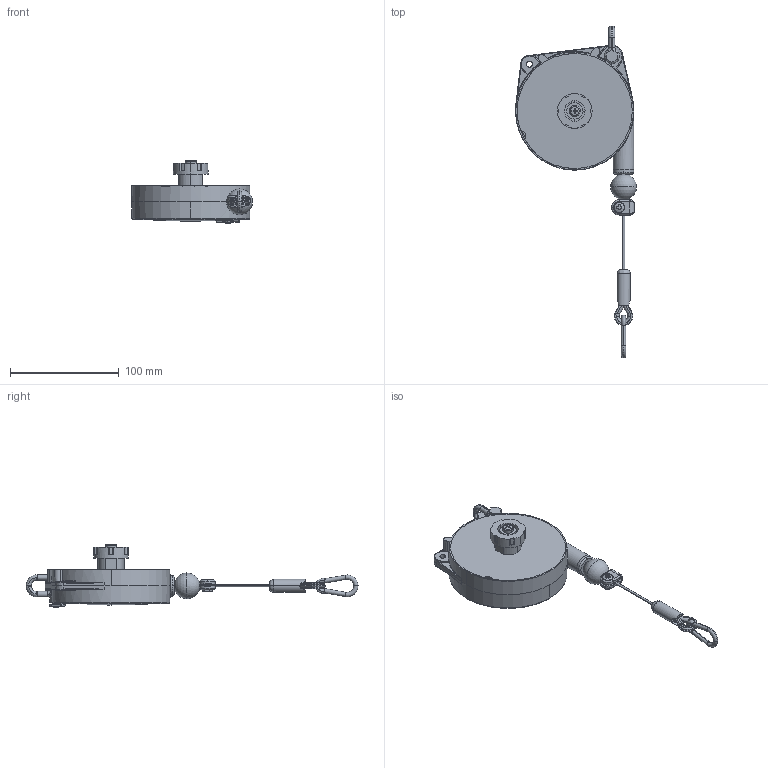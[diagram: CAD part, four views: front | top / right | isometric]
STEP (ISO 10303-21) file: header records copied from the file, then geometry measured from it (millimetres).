
FILE_DESCRIPTION (( 'STEP AP214' ), '1' );
FILE_NAME ('0014030.step', '2023-02-15T14:02:43', ( '' ), ( '' ), 'SwSTEP 2.0', 'SolidWorks 2020', '' );
FILE_SCHEMA (( 'AUTOMOTIVE_DESIGN' ));
Length unit declared in the file: millimetre
Products named in the file (1): 0014030
Bounding box: 111.4 x 305.67 x 58.84 mm (x, y, z)
Surface area: 57552.9 mm2 (no closed solid volume)
Topology: 0 solids, 24 shells, 435 faces, 1172 edges, 717 vertices
Faces by surface type: plane 134, cylinder 130, torus 94, bspline 47, cone 24, sphere 6
Entity records: 26052 total; most frequent: CARTESIAN_POINT 11035, DIRECTION 2112, ORIENTED_EDGE 2070, EDGE_CURVE 1145, AXIS2_PLACEMENT_3D 852, VERTEX_POINT 717, EDGE_LOOP 465, CIRCLE 463
